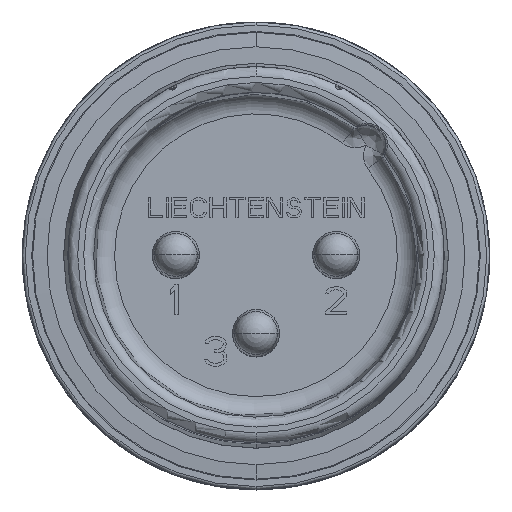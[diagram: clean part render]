
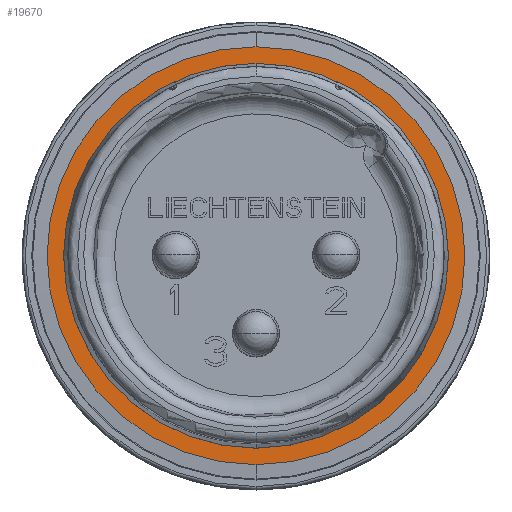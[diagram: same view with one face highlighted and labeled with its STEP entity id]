
A CAD part, top view. The second image highlights one B-rep face of the part: STEP entity #19670.
In plain terms, the highlighted planar face has unit normal (0, 0, 1).
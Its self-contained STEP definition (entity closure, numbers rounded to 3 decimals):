
#3257=CARTESIAN_POINT('',(0.,0.,-14.034));
#3258=DIRECTION('',(0.,0.,-1.));
#3259=DIRECTION('',(0.,1.,0.));
#3260=AXIS2_PLACEMENT_3D('',#3257,#3258,#3259);
#3267=CARTESIAN_POINT('',(0.,0.,-14.034));
#3268=DIRECTION('',(0.,0.,-1.));
#3269=DIRECTION('',(0.,-1.,0.));
#3270=AXIS2_PLACEMENT_3D('',#3267,#3268,#3269);
#3290=CARTESIAN_POINT('',(0.,0.,-14.034));
#3291=DIRECTION('',(0.,0.,1.));
#3292=DIRECTION('',(0.,-1.,0.));
#3293=AXIS2_PLACEMENT_3D('',#3290,#3291,#3292);
#3305=CARTESIAN_POINT('',(0.,0.,-14.034));
#3306=DIRECTION('',(0.,0.,1.));
#3307=DIRECTION('',(0.,1.,0.));
#3308=AXIS2_PLACEMENT_3D('',#3305,#3306,#3307);
#15504=CARTESIAN_POINT('',(0.,10.548,-14.034));
#15505=CARTESIAN_POINT('',(0.,-10.548,-14.034));
#15506=VERTEX_POINT('',#15504);
#15507=VERTEX_POINT('',#15505);
#15645=CARTESIAN_POINT('',(0.,-9.712,-14.034));
#15646=CARTESIAN_POINT('',(0.,9.712,-14.034));
#15647=VERTEX_POINT('',#15645);
#15648=VERTEX_POINT('',#15646);
#19654=CARTESIAN_POINT('',(0.,0.,-14.034));
#19655=DIRECTION('',(0.,0.,-1.));
#19656=DIRECTION('',(-1.,0.,0.));
#19657=AXIS2_PLACEMENT_3D('',#19654,#19655,#19656);
#19658=PLANE('',#19657);
#19659=ORIENTED_EDGE('',*,*,#19644,.T.);
#19661=ORIENTED_EDGE('',*,*,#19660,.T.);
#19662=EDGE_LOOP('',(#19659,#19661));
#19663=FACE_OUTER_BOUND('',#19662,.F.);
#19665=ORIENTED_EDGE('',*,*,#19664,.T.);
#19667=ORIENTED_EDGE('',*,*,#19666,.T.);
#19668=EDGE_LOOP('',(#19665,#19667));
#19669=FACE_BOUND('',#19668,.F.);
#19670=ADVANCED_FACE('',(#19663,#19669),#19658,.F.);
#3261=CIRCLE('',#3260,10.548);
#3271=CIRCLE('',#3270,10.548);
#3294=CIRCLE('',#3293,9.712);
#3309=CIRCLE('',#3308,9.712);
#19644=EDGE_CURVE('',#15506,#15507,#3261,.T.);
#19660=EDGE_CURVE('',#15507,#15506,#3271,.T.);
#19664=EDGE_CURVE('',#15647,#15648,#3294,.T.);
#19666=EDGE_CURVE('',#15648,#15647,#3309,.T.);
